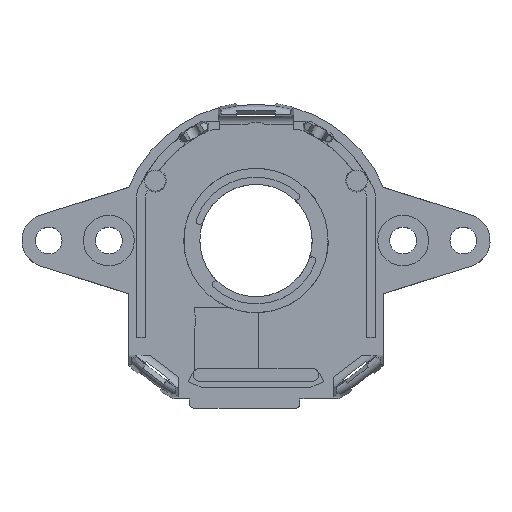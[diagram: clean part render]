
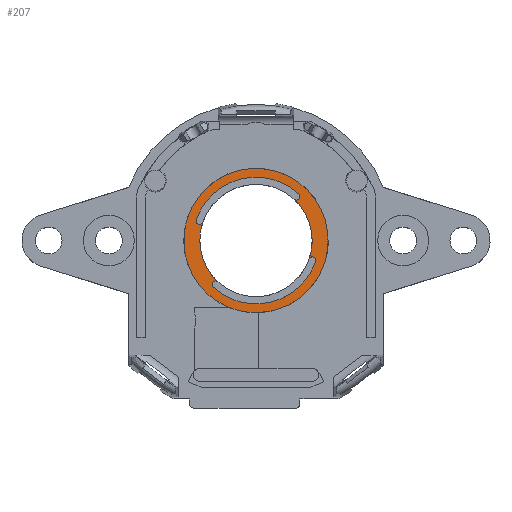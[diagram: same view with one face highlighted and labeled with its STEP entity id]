
A CAD part, top view. The second image highlights one B-rep face of the part: STEP entity #207.
In plain terms, the highlighted planar face has unit normal (0, 0, 1).
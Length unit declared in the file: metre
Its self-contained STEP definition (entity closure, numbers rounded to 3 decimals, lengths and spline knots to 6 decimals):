
#207 = ADVANCED_FACE( '', ( #581, #582 ), #583, .T. );
#581 = FACE_BOUND( '', #1141, .T. );
#582 = FACE_OUTER_BOUND( '', #1142, .T. );
#583 = PLANE( '', #1143 );
#1141 = EDGE_LOOP( '', ( #1768, #1769, #1770, #1771, #1772, #1773, #1774, #1775 ) );
#1142 = EDGE_LOOP( '', ( #1776, #1777 ) );
#1143 = AXIS2_PLACEMENT_3D( '', #1778, #1779, #1780 );
#1768 = ORIENTED_EDGE( '', *, *, #3511, .T. );
#1769 = ORIENTED_EDGE( '', *, *, #3512, .T. );
#1770 = ORIENTED_EDGE( '', *, *, #3513, .T. );
#1771 = ORIENTED_EDGE( '', *, *, #3514, .T. );
#1772 = ORIENTED_EDGE( '', *, *, #3515, .T. );
#1773 = ORIENTED_EDGE( '', *, *, #3516, .T. );
#1774 = ORIENTED_EDGE( '', *, *, #3517, .T. );
#1775 = ORIENTED_EDGE( '', *, *, #3518, .T. );
#1776 = ORIENTED_EDGE( '', *, *, #3519, .T. );
#1777 = ORIENTED_EDGE( '', *, *, #3520, .F. );
#1778 = CARTESIAN_POINT( '', ( -0.009525, 0., -0.00127 ) );
#1779 = DIRECTION( '', ( 0., 0., 1. ) );
#1780 = DIRECTION( '', ( 1., 0., 0. ) );
#3511 = EDGE_CURVE( '', #4217, #4218, #4219, .T. );
#3512 = EDGE_CURVE( '', #4218, #4220, #4221, .T. );
#3513 = EDGE_CURVE( '', #4220, #4222, #4223, .T. );
#3514 = EDGE_CURVE( '', #4222, #4224, #4225, .T. );
#3515 = EDGE_CURVE( '', #4224, #4226, #4227, .T. );
#3516 = EDGE_CURVE( '', #4226, #4228, #4229, .T. );
#3517 = EDGE_CURVE( '', #4228, #4230, #4231, .T. );
#3518 = EDGE_CURVE( '', #4230, #4217, #4232, .T. );
#3519 = EDGE_CURVE( '', #4233, #4234, #4235, .T. );
#3520 = EDGE_CURVE( '', #4233, #4234, #4236, .T. );
#4217 = VERTEX_POINT( '', #5275 );
#4218 = VERTEX_POINT( '', #5276 );
#4219 = CIRCLE( '', #5277, 0.0004 );
#4220 = VERTEX_POINT( '', #5278 );
#4221 = CIRCLE( '', #5279, 0.0063 );
#4222 = VERTEX_POINT( '', #5280 );
#4223 = CIRCLE( '', #5281, 0.0004 );
#4224 = VERTEX_POINT( '', #5282 );
#4225 = CIRCLE( '', #5283, 0.0071 );
#4226 = VERTEX_POINT( '', #5284 );
#4227 = CIRCLE( '', #5285, 0.0004 );
#4228 = VERTEX_POINT( '', #5286 );
#4229 = CIRCLE( '', #5287, 0.0063 );
#4230 = VERTEX_POINT( '', #5288 );
#4231 = CIRCLE( '', #5289, 0.0004 );
#4232 = CIRCLE( '', #5290, 0.0071 );
#4233 = VERTEX_POINT( '', #5291 );
#4234 = VERTEX_POINT( '', #5292 );
#4235 = B_SPLINE_CURVE_WITH_KNOTS( '', 2, ( #5293, #5294, #5295, #5296, #5297, #5298, #5299, #5300, #5301 ), .UNSPECIFIED., .F., .F., ( 3, 2, 2, 2, 3 ), ( 0., 0.25, 0.5, 0.75, 1. ), .UNSPECIFIED. );
#4236 = CIRCLE( '', #5302, 0.0081 );
#5275 = CARTESIAN_POINT( '', ( 0.004804, 0.005228, -0.00127 ) );
#5276 = CARTESIAN_POINT( '', ( 0.004262, 0.004639, -0.00127 ) );
#5277 = AXIS2_PLACEMENT_3D( '', #6922, #6923, #6924 );
#5278 = CARTESIAN_POINT( '', ( 0.005941, -0.002095, -0.00127 ) );
#5279 = AXIS2_PLACEMENT_3D( '', #6925, #6926, #6927 );
#5280 = CARTESIAN_POINT( '', ( 0.006696, -0.002361, -0.00127 ) );
#5281 = AXIS2_PLACEMENT_3D( '', #6928, #6929, #6930 );
#5282 = CARTESIAN_POINT( '', ( -0.004804, -0.005228, -0.00127 ) );
#5283 = AXIS2_PLACEMENT_3D( '', #6931, #6932, #6933 );
#5284 = CARTESIAN_POINT( '', ( -0.004262, -0.004639, -0.00127 ) );
#5285 = AXIS2_PLACEMENT_3D( '', #6934, #6935, #6936 );
#5286 = CARTESIAN_POINT( '', ( -0.005941, 0.002095, -0.00127 ) );
#5287 = AXIS2_PLACEMENT_3D( '', #6937, #6938, #6939 );
#5288 = CARTESIAN_POINT( '', ( -0.006696, 0.002361, -0.00127 ) );
#5289 = AXIS2_PLACEMENT_3D( '', #6940, #6941, #6942 );
#5290 = AXIS2_PLACEMENT_3D( '', #6943, #6944, #6945 );
#5291 = CARTESIAN_POINT( '', ( 0.007795, -0.002202, -0.00127 ) );
#5292 = CARTESIAN_POINT( '', ( 0.007795, 0.002202, -0.00127 ) );
#5293 = CARTESIAN_POINT( '', ( 0.007795, -0.002202, -0.00127 ) );
#5294 = CARTESIAN_POINT( '', ( 0.007947, -0.001665, -0.00127 ) );
#5295 = CARTESIAN_POINT( '', ( 0.008023, -0.001111, -0.00127 ) );
#5296 = CARTESIAN_POINT( '', ( 0.0081, -0.000559, -0.00127 ) );
#5297 = CARTESIAN_POINT( '', ( 0.0081, 0., -0.00127 ) );
#5298 = CARTESIAN_POINT( '', ( 0.0081, 0.000558, -0.00127 ) );
#5299 = CARTESIAN_POINT( '', ( 0.008023, 0.001111, -0.00127 ) );
#5300 = CARTESIAN_POINT( '', ( 0.007947, 0.001664, -0.00127 ) );
#5301 = CARTESIAN_POINT( '', ( 0.007795, 0.002202, -0.00127 ) );
#5302 = AXIS2_PLACEMENT_3D( '', #6946, #6947, #6948 );
#6922 = CARTESIAN_POINT( '', ( 0.004533, 0.004934, -0.00127 ) );
#6923 = DIRECTION( '', ( 0., 0., -1. ) );
#6924 = DIRECTION( '', ( 1., 0., 0. ) );
#6925 = CARTESIAN_POINT( '', ( 0., 0., -0.00127 ) );
#6926 = DIRECTION( '', ( 0., 0., -1. ) );
#6927 = DIRECTION( '', ( 1., 0., 0. ) );
#6928 = CARTESIAN_POINT( '', ( 0.006319, -0.002228, -0.00127 ) );
#6929 = DIRECTION( '', ( 0., 0., -1. ) );
#6930 = DIRECTION( '', ( 1., 0., 0. ) );
#6931 = CARTESIAN_POINT( '', ( 0., 0., -0.00127 ) );
#6932 = DIRECTION( '', ( 0., 0., -1. ) );
#6933 = DIRECTION( '', ( 1., 0., 0. ) );
#6934 = CARTESIAN_POINT( '', ( -0.004533, -0.004934, -0.00127 ) );
#6935 = DIRECTION( '', ( 0., 0., -1. ) );
#6936 = DIRECTION( '', ( 1., 0., 0. ) );
#6937 = CARTESIAN_POINT( '', ( 0., 0., -0.00127 ) );
#6938 = DIRECTION( '', ( 0., 0., -1. ) );
#6939 = DIRECTION( '', ( 1., 0., 0. ) );
#6940 = CARTESIAN_POINT( '', ( -0.006319, 0.002228, -0.00127 ) );
#6941 = DIRECTION( '', ( 0., 0., -1. ) );
#6942 = DIRECTION( '', ( 1., 0., 0. ) );
#6943 = CARTESIAN_POINT( '', ( 0., 0., -0.00127 ) );
#6944 = DIRECTION( '', ( 0., 0., -1. ) );
#6945 = DIRECTION( '', ( 1., 0., 0. ) );
#6946 = CARTESIAN_POINT( '', ( 0., 0., -0.00127 ) );
#6947 = DIRECTION( '', ( 0., 0., -1. ) );
#6948 = DIRECTION( '', ( 1., 0., 0. ) );
